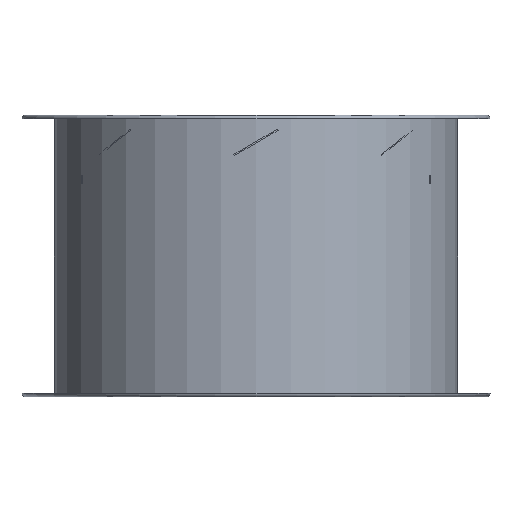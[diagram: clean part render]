
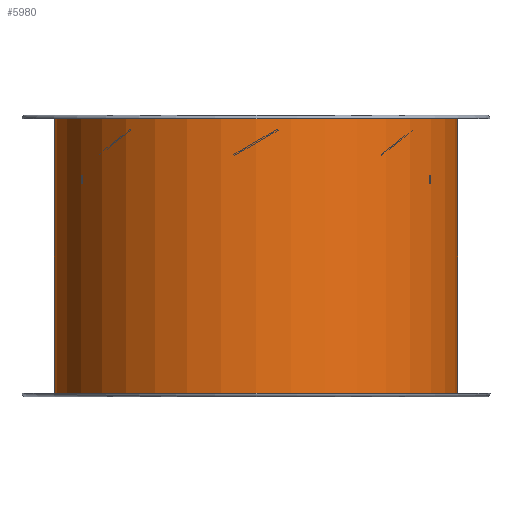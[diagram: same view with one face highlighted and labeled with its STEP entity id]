
A CAD part, front view. The second image highlights one B-rep face of the part: STEP entity #5980.
In plain terms, the highlighted cylindrical face has radius 286 mm (diameter 572 mm), a partial arc.
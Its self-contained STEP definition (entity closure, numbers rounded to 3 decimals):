
#58 = DIRECTION ( 'NONE',  ( 0., 0., 1. ) ) ;
#59 = CARTESIAN_POINT ( 'NONE',  ( 0., 0., -5. ) ) ;
#60 = AXIS2_PLACEMENT_3D ( 'NONE', #59, #58, #121 ) ;
#61 = CIRCLE ( 'NONE', #60, 286. ) ;
#62 = CARTESIAN_POINT ( 'NONE',  ( -286., 0., -5. ) ) ;
#120 = CARTESIAN_POINT ( 'NONE',  ( 286., 0., -5. ) ) ;
#121 = DIRECTION ( 'NONE',  ( 1., 0., 0. ) ) ;
#153 = DIRECTION ( 'NONE',  ( 1., 0., 0. ) ) ;
#154 = DIRECTION ( 'NONE',  ( 0., 0., 1. ) ) ;
#155 = CARTESIAN_POINT ( 'NONE',  ( 0., 0., -395. ) ) ;
#156 = AXIS2_PLACEMENT_3D ( 'NONE', #155, #154, #153 ) ;
#157 = CIRCLE ( 'NONE', #156, 286. ) ;
#242 = DIRECTION ( 'NONE',  ( 0., 0., 1. ) ) ;
#243 = VECTOR ( 'NONE', #242, 1000. ) ;
#244 = CARTESIAN_POINT ( 'NONE',  ( -286., 0., 42.986 ) ) ;
#245 = LINE ( 'NONE', #244, #243 ) ;
#246 = CARTESIAN_POINT ( 'NONE',  ( -286., 0., -395. ) ) ;
#247 = CARTESIAN_POINT ( 'NONE',  ( 286., 0., -395. ) ) ;
#353 = CARTESIAN_POINT ( 'NONE',  ( 0., 0., 42.986 ) ) ;
#354 = AXIS2_PLACEMENT_3D ( 'NONE', #353, #413, #412 ) ;
#356 = CYLINDRICAL_SURFACE ( 'NONE', #354, 286. ) ;
#357 = FACE_OUTER_BOUND ( 'NONE', #5981, .T. ) ;
#412 = DIRECTION ( 'NONE',  ( 1., 0., 0. ) ) ;
#413 = DIRECTION ( 'NONE',  ( 0., 0., 1. ) ) ;
#5817 = EDGE_CURVE ( 'NONE', #5892, #5833, #12405, .T. ) ;
#5830 = VERTEX_POINT ( 'NONE', #62 ) ;
#5832 = EDGE_CURVE ( 'NONE', #5830, #5833, #61, .T. ) ;
#5833 = VERTEX_POINT ( 'NONE', #120 ) ;
#5873 = EDGE_CURVE ( 'NONE', #5893, #5892, #157, .T. ) ;
#5892 = VERTEX_POINT ( 'NONE', #247 ) ;
#5893 = VERTEX_POINT ( 'NONE', #246 ) ;
#5895 = EDGE_CURVE ( 'NONE', #5893, #5830, #245, .T. ) ;
#5980 = ADVANCED_FACE ( 'NONE', ( #357 ), #356, .T. ) ;
#5981 = EDGE_LOOP ( 'NONE', ( #5982, #5983, #5984, #5985 ) ) ;
#5982 = ORIENTED_EDGE ( 'NONE', *, *, #5895, .F. ) ;
#5983 = ORIENTED_EDGE ( 'NONE', *, *, #5873, .T. ) ;
#5984 = ORIENTED_EDGE ( 'NONE', *, *, #5817, .T. ) ;
#5985 = ORIENTED_EDGE ( 'NONE', *, *, #5832, .F. ) ;
#12402 = DIRECTION ( 'NONE',  ( 0., 0., 1. ) ) ;
#12403 = VECTOR ( 'NONE', #12402, 1000. ) ;
#12404 = CARTESIAN_POINT ( 'NONE',  ( 286., 0., 42.986 ) ) ;
#12405 = LINE ( 'NONE', #12404, #12403 ) ;
